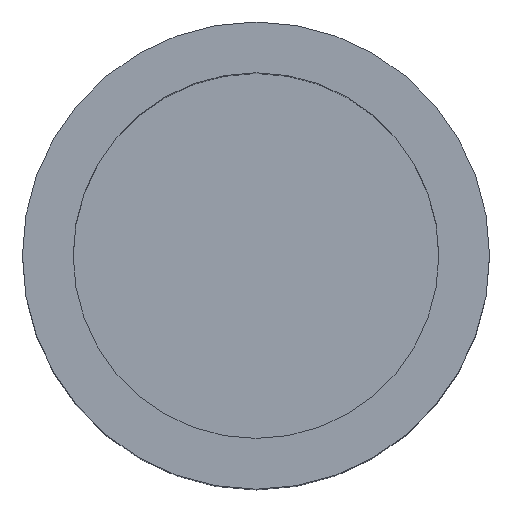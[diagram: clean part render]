
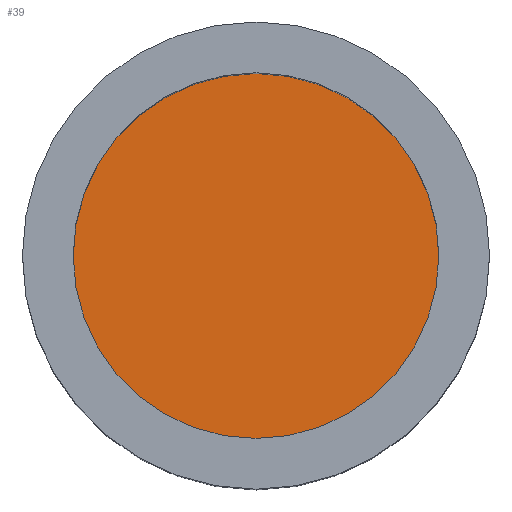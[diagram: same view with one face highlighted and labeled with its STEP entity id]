
A CAD part, top view. The second image highlights one B-rep face of the part: STEP entity #39.
In plain terms, the highlighted planar face has unit normal (0, 0, 1).
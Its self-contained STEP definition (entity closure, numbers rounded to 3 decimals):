
#39 = ADVANCED_FACE( '', ( #84 ), #85, .F. );
#84 = FACE_OUTER_BOUND( '', #141, .T. );
#85 = PLANE( '', #142 );
#141 = EDGE_LOOP( '', ( #194 ) );
#142 = AXIS2_PLACEMENT_3D( '', #195, #196, #197 );
#194 = ORIENTED_EDGE( '', *, *, #267, .F. );
#195 = CARTESIAN_POINT( '', ( 0., 0., 10.186 ) );
#196 = DIRECTION( '', ( 0., 0., -1. ) );
#197 = DIRECTION( '', ( -1., 0., 0. ) );
#267 = EDGE_CURVE( '', #294, #294, #295, .T. );
#294 = VERTEX_POINT( '', #331 );
#295 = CIRCLE( '', #332, 9. );
#331 = CARTESIAN_POINT( '', ( 9., 0., 10.186 ) );
#332 = AXIS2_PLACEMENT_3D( '', #368, #369, #370 );
#368 = CARTESIAN_POINT( '', ( 0., 0., 10.186 ) );
#369 = DIRECTION( '', ( 0., 0., -1. ) );
#370 = DIRECTION( '', ( 1., 0., 0. ) );
